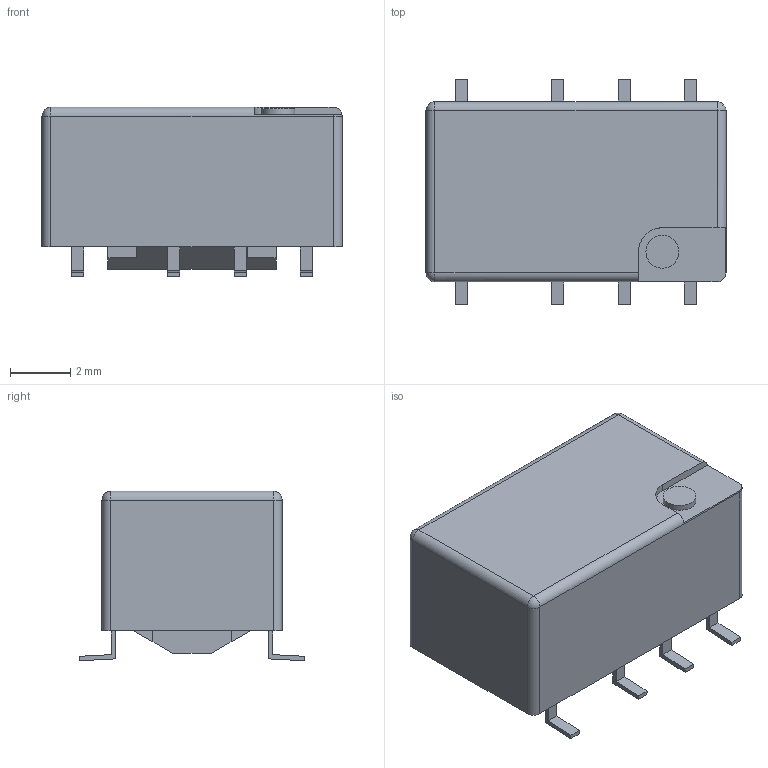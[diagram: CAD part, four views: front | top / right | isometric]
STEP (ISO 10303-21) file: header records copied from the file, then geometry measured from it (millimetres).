
FILE_DESCRIPTION(/* description */ (''),/* implementation_level */ '2;1');
FILE_NAME(/* name */ 'REL_TYCO_IMXXXG.stp',/* time_stamp */ '2016-12-08T15:47:50+01:00',/* author */ ('riccim'),/* organization */ (''),/* preprocessor_version */ 'ST-DEVELOPER v15.5',/* originating_system */ 'AutoCAD Mechanical',/* authorisation */ '');
FILE_SCHEMA (('AUTOMOTIVE_DESIGN { 1 0 10303 214 3 1 1 }'));
Length unit declared in the file: millimetre
Products named in the file (1): Product
Bounding box: 10 x 7.52 x 5.65 mm (x, y, z)
Volume: 284.4 mm3; surface area: 300 mm2
Topology: 9 solids, 9 shells, 122 faces, 295 edges, 193 vertices
Faces by surface type: plane 104, cylinder 14, sphere 4
Full cylindrical faces by diameter (mm): 1.1 x1
Entity records: 3505 total; most frequent: CARTESIAN_POINT 605, ORIENTED_EDGE 582, DIRECTION 568, EDGE_CURVE 291, LINE 260, VECTOR 260, VERTEX_POINT 191, AXIS2_PLACEMENT_3D 154
